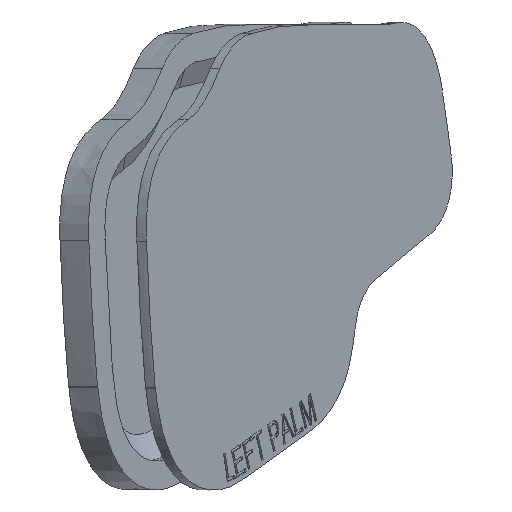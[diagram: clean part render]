
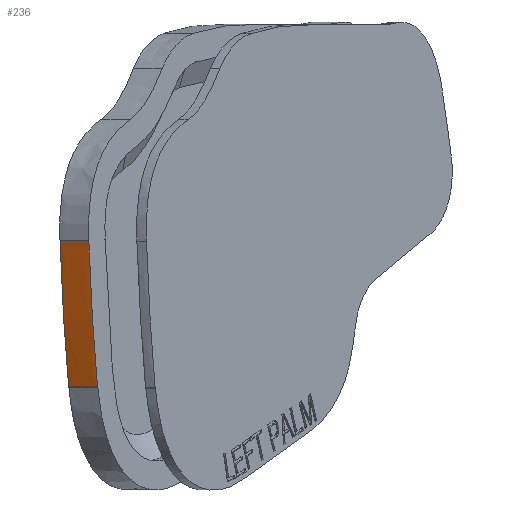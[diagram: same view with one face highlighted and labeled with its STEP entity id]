
A CAD part, left-side view. The second image highlights one B-rep face of the part: STEP entity #236.
In plain terms, the highlighted face is a extrusion surface.
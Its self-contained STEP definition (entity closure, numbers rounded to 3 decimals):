
#236=ADVANCED_FACE('',(#474),#405,.F.);
#405=SURFACE_OF_LINEAR_EXTRUSION('',#850,#2977);
#474=FACE_OUTER_BOUND('',#638,.T.);
#638=EDGE_LOOP('',(#1234,#1235,#1236,#1237));
#848=B_SPLINE_CURVE_WITH_KNOTS('',3,(#4113,#4114,#4115,#4116,#4117,#4118,
#4119,#4120,#4121,#4122),.UNSPECIFIED.,.F.,.F.,(4,1,1,1,1,1,1,4),(0.,0.125,
0.25,0.5,0.75,0.875,0.938,1.),.UNSPECIFIED.);
#849=B_SPLINE_CURVE_WITH_KNOTS('',3,(#4127,#4128,#4129,#4130,#4131,#4132,
#4133,#4134,#4135,#4136),.UNSPECIFIED.,.F.,.F.,(4,1,1,1,1,1,1,4),(0.,0.063,
0.125,0.25,0.5,0.75,0.875,1.),.UNSPECIFIED.);
#850=B_SPLINE_CURVE_WITH_KNOTS('',3,(#4139,#4140,#4141,#4142,#4143,#4144,
#4145,#4146,#4147,#4148),.UNSPECIFIED.,.F.,.F.,(4,1,1,1,1,1,1,4),(0.,0.063,
0.125,0.25,0.5,0.75,0.875,1.),.UNSPECIFIED.);
#1234=ORIENTED_EDGE('',*,*,#2403,.F.);
#1235=ORIENTED_EDGE('',*,*,#2404,.T.);
#1236=ORIENTED_EDGE('',*,*,#2405,.F.);
#1237=ORIENTED_EDGE('',*,*,#2406,.F.);
#2098=VERTEX_POINT('',#4123);
#2099=VERTEX_POINT('',#4124);
#2100=VERTEX_POINT('',#4126);
#2101=VERTEX_POINT('',#4137);
#2403=EDGE_CURVE('',#2098,#2099,#848,.T.);
#2404=EDGE_CURVE('',#2098,#2100,#2819,.T.);
#2405=EDGE_CURVE('',#2101,#2100,#849,.T.);
#2406=EDGE_CURVE('',#2099,#2101,#2820,.T.);
#2819=LINE('',#4125,#2975);
#2820=LINE('',#4138,#2976);
#2975=VECTOR('',#3274,1.);
#2976=VECTOR('',#3275,1.);
#2977=VECTOR('',#3276,1.);
#3274=DIRECTION('',(0.562,0.827,0.004));
#3275=DIRECTION('',(0.562,0.827,0.004));
#3276=DIRECTION('',(-0.562,-0.827,-0.004));
#4113=CARTESIAN_POINT('',(-57.634,-23.324,-51.021));
#4114=CARTESIAN_POINT('',(-57.575,-23.359,-52.025));
#4115=CARTESIAN_POINT('',(-57.452,-23.433,-54.022));
#4116=CARTESIAN_POINT('',(-57.172,-23.605,-58.093));
#4117=CARTESIAN_POINT('',(-56.755,-23.865,-63.263));
#4118=CARTESIAN_POINT('',(-56.227,-24.199,-68.576));
#4119=CARTESIAN_POINT('',(-55.782,-24.484,-72.347));
#4120=CARTESIAN_POINT('',(-55.502,-24.665,-74.533));
#4121=CARTESIAN_POINT('',(-55.357,-24.759,-75.603));
#4122=CARTESIAN_POINT('',(-55.284,-24.805,-76.141));
#4123=CARTESIAN_POINT('',(-57.634,-23.324,-51.021));
#4124=CARTESIAN_POINT('',(-55.284,-24.805,-76.141));
#4125=CARTESIAN_POINT('',(-55.384,-20.016,-51.006));
#4126=CARTESIAN_POINT('',(-54.26,-18.363,-50.998));
#4127=CARTESIAN_POINT('',(-51.91,-19.844,-76.118));
#4128=CARTESIAN_POINT('',(-51.983,-19.797,-75.58));
#4129=CARTESIAN_POINT('',(-52.128,-19.703,-74.51));
#4130=CARTESIAN_POINT('',(-52.408,-19.523,-72.324));
#4131=CARTESIAN_POINT('',(-52.853,-19.238,-68.553));
#4132=CARTESIAN_POINT('',(-53.38,-18.904,-63.241));
#4133=CARTESIAN_POINT('',(-53.798,-18.644,-58.07));
#4134=CARTESIAN_POINT('',(-54.078,-18.472,-53.999));
#4135=CARTESIAN_POINT('',(-54.201,-18.398,-52.002));
#4136=CARTESIAN_POINT('',(-54.26,-18.363,-50.998));
#4137=CARTESIAN_POINT('',(-51.91,-19.844,-76.118));
#4138=CARTESIAN_POINT('',(-53.035,-21.498,-76.126));
#4139=CARTESIAN_POINT('',(-53.035,-21.498,-76.126));
#4140=CARTESIAN_POINT('',(-53.108,-21.451,-75.588));
#4141=CARTESIAN_POINT('',(-53.253,-21.357,-74.518));
#4142=CARTESIAN_POINT('',(-53.533,-21.177,-72.332));
#4143=CARTESIAN_POINT('',(-53.978,-20.892,-68.561));
#4144=CARTESIAN_POINT('',(-54.505,-20.558,-63.248));
#4145=CARTESIAN_POINT('',(-54.922,-20.298,-58.078));
#4146=CARTESIAN_POINT('',(-55.203,-20.126,-54.007));
#4147=CARTESIAN_POINT('',(-55.326,-20.051,-52.01));
#4148=CARTESIAN_POINT('',(-55.384,-20.016,-51.006));
